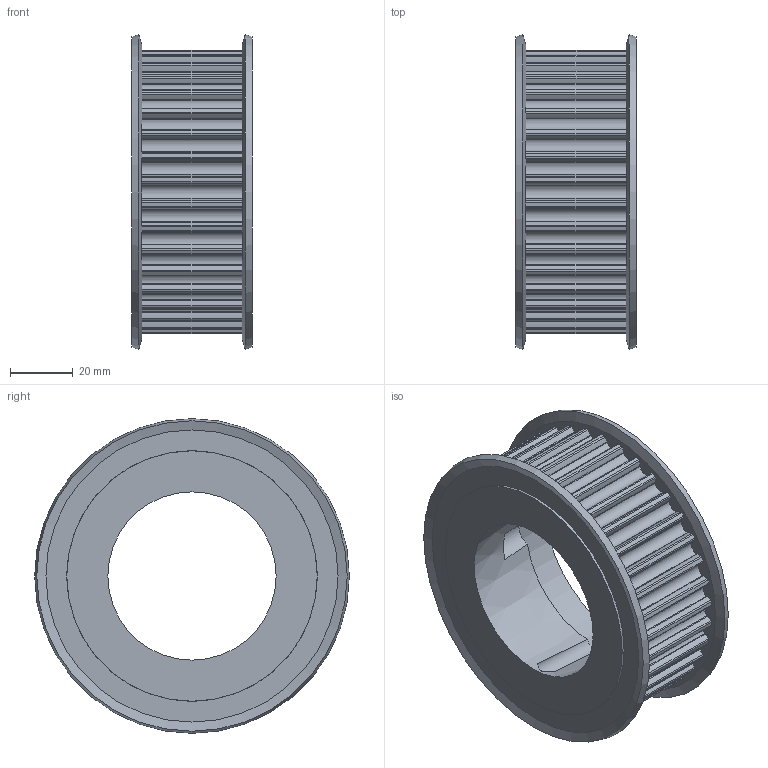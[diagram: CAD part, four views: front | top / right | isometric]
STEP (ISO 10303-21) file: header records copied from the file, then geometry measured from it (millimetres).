
FILE_DESCRIPTION(/* description */ ('STEP AP214'),/* implementation_level */ '2;1');
FILE_NAME(/* name */ 'Pulley_Driven v1.step',/* time_stamp */ '2024-11-15T09:15:53+11:00',/* author */ (''),/* organization */ (''),/* preprocessor_version */ 'ST-DEVELOPER v20',/* originating_system */ 'Autodesk Translation Framework v13.20.0.188',/* authorisation */ '');
FILE_SCHEMA (('AUTOMOTIVE_DESIGN { 1 0 10303 214 3 1 1 }'));
Length unit declared in the file: millimetre
Products named in the file (5): Pulley_Driven; bandbmnfg_36-8p30-1610_.asm; bandbmnfg_36-8p30-1610__1.prt; bandbmnfg_36-8p30-1610__2.prt; bandbmnfg_36-8p30-1610__3.prt
Assembly tree (4 placements, depth 3):
  Pulley_Driven
    bandbmnfg_36-8p30-1610_.asm
      bandbmnfg_36-8p30-1610__1.prt
      bandbmnfg_36-8p30-1610__2.prt
      bandbmnfg_36-8p30-1610__3.prt
Bounding box: 38.23 x 100 x 100 mm (x, y, z)
Volume: 127451.9 mm3; surface area: 42460.4 mm2
Topology: 3 solids, 3 shells, 315 faces, 924 edges, 616 vertices
Faces by surface type: cylinder 296, plane 10, cone 9
Full cylindrical faces by diameter (mm): 65.1 x1, 79.616 x2, 79.705 x2
Entity records: 11055 total; most frequent: DIRECTION 2174, CARTESIAN_POINT 1944, ORIENTED_EDGE 1844, AXIS2_PLACEMENT_3D 936, EDGE_CURVE 922, VERTEX_POINT 616, CIRCLE 612, EDGE_LOOP 324
